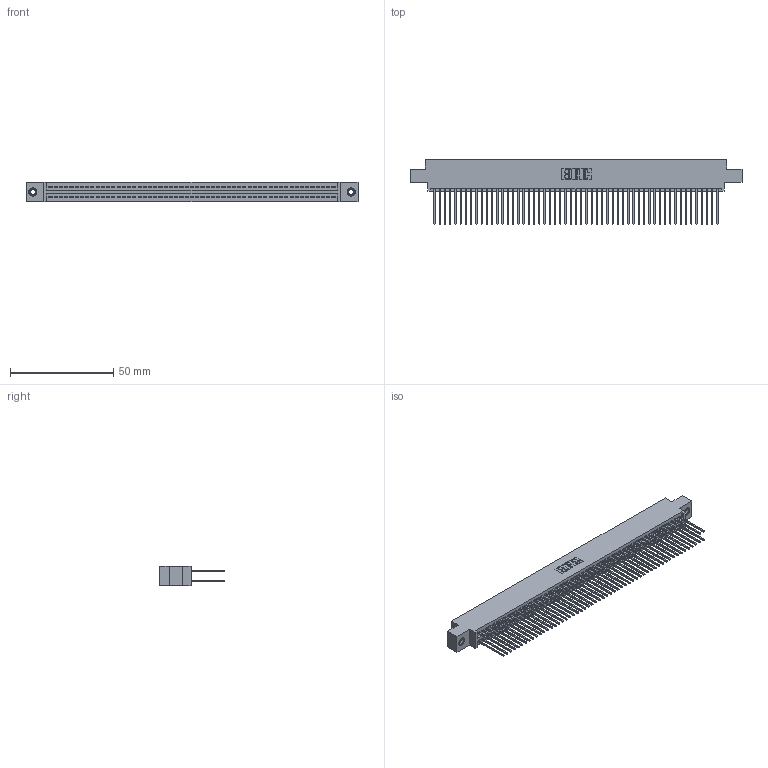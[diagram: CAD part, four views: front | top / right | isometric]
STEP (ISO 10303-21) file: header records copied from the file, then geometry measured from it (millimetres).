
FILE_DESCRIPTION (( 'STEP AP203' ), '1' );
FILE_NAME ('345-110-542-808.STEP', '2019-11-04T17:38:29', ( '' ), ( '' ), 'SwSTEP 2.0', 'SolidWorks 2016', '' );
FILE_SCHEMA (( 'CONFIG_CONTROL_DESIGN' ));
Length unit declared in the file: inch
Products named in the file (4): 345-292-001_345-293-142; 345 Part_0.170 Offset - 0.156 Dia-TI; 345-250-001_345-250-003-102; 345-110-542-808
Assembly tree (113 placements, depth 2):
  345-110-542-808
    345 Part_0.170 Offset - 0.156 Dia-TI
    345-292-001_345-293-142  x110
    345-250-001_345-250-003-102  x2
Bounding box: 160.91 x 31.29 x 9.4 mm (x, y, z)
Volume: 16144.4 mm3; surface area: 26669.2 mm2
Topology: 113 solids, 113 shells, 5690 faces, 16879 edges, 11098 vertices
Faces by surface type: plane 3746, cylinder 1928, cone 12, torus 4
Entity records: 42740 total; most frequent: CARTESIAN_POINT 7135, ORIENTED_EDGE 7062, DIRECTION 6301, EDGE_CURVE 3531, LINE 3159, VECTOR 3159, VERTEX_POINT 2348, AXIS2_PLACEMENT_3D 1571
